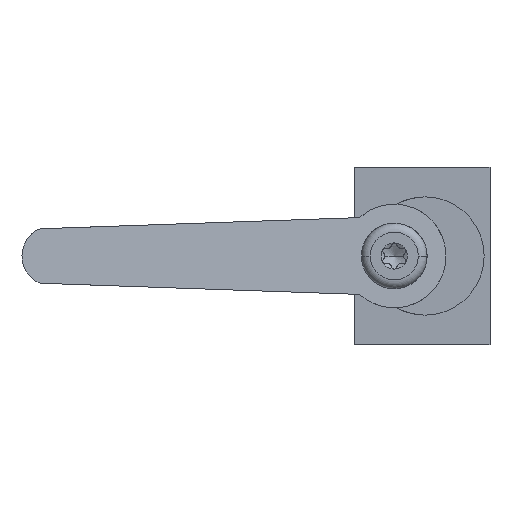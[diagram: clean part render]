
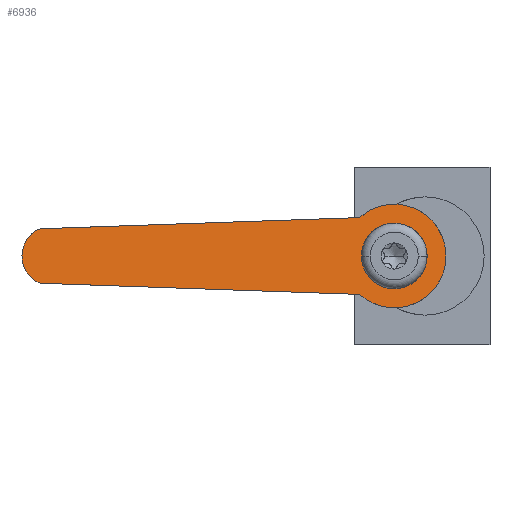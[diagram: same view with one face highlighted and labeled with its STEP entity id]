
A CAD part, left-side view. The second image highlights one B-rep face of the part: STEP entity #6936.
In plain terms, the highlighted planar face has unit normal (-0.966, -0.259, 0).
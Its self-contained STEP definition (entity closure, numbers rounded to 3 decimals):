
#721=CARTESIAN_POINT('',(-44.679,76.135,-19.612));
#722=CARTESIAN_POINT('',(-44.801,76.593,-19.419));
#723=CARTESIAN_POINT('',(-44.964,77.198,-19.035));
#724=CARTESIAN_POINT('',(-45.136,77.842,-18.459));
#725=CARTESIAN_POINT('',(-45.261,78.307,-17.882));
#726=CARTESIAN_POINT('',(-45.384,78.769,-17.114));
#727=CARTESIAN_POINT('',(-45.477,79.113,-16.153));
#728=CARTESIAN_POINT('',(-45.512,79.245,-15.));
#729=CARTESIAN_POINT('',(-45.477,79.113,-13.847));
#730=CARTESIAN_POINT('',(-45.384,78.769,-12.886));
#731=CARTESIAN_POINT('',(-45.261,78.307,-12.118));
#732=CARTESIAN_POINT('',(-45.136,77.842,-11.541));
#733=CARTESIAN_POINT('',(-44.964,77.198,-10.965));
#734=CARTESIAN_POINT('',(-44.801,76.593,-10.581));
#735=CARTESIAN_POINT('',(-44.679,76.135,-10.388));
#737=DIRECTION('',(0.259,-0.965,0.034));
#738=VECTOR('',#737,56.017);
#739=CARTESIAN_POINT('',(-44.679,76.135,-10.388));
#740=LINE('',#739,#738);
#741=CARTESIAN_POINT('',(-30.189,22.058,-8.5));
#742=CARTESIAN_POINT('',(-30.108,21.756,-8.228));
#743=CARTESIAN_POINT('',(-29.96,21.205,-7.802));
#744=CARTESIAN_POINT('',(-29.693,20.206,-7.186));
#745=CARTESIAN_POINT('',(-29.392,19.084,-6.703));
#746=CARTESIAN_POINT('',(-29.061,17.85,-6.378));
#747=CARTESIAN_POINT('',(-28.65,16.313,-6.195));
#748=CARTESIAN_POINT('',(-28.178,14.552,-6.327));
#749=CARTESIAN_POINT('',(-27.663,12.633,-6.928));
#750=CARTESIAN_POINT('',(-27.198,10.896,-7.942));
#751=CARTESIAN_POINT('',(-26.854,9.611,-9.158));
#752=CARTESIAN_POINT('',(-26.613,8.711,-10.421));
#753=CARTESIAN_POINT('',(-26.454,8.119,-11.556));
#754=CARTESIAN_POINT('',(-26.347,7.72,-12.719));
#755=CARTESIAN_POINT('',(-26.289,7.504,-13.883));
#756=CARTESIAN_POINT('',(-26.275,7.45,-14.586));
#757=CARTESIAN_POINT('',(-26.275,7.45,-15.));
#759=CARTESIAN_POINT('',(-26.275,7.45,-15.));
#760=CARTESIAN_POINT('',(-26.275,7.45,-15.414));
#761=CARTESIAN_POINT('',(-26.289,7.504,-16.117));
#762=CARTESIAN_POINT('',(-26.347,7.72,-17.281));
#763=CARTESIAN_POINT('',(-26.454,8.119,-18.444));
#764=CARTESIAN_POINT('',(-26.613,8.711,-19.579));
#765=CARTESIAN_POINT('',(-26.854,9.611,-20.842));
#766=CARTESIAN_POINT('',(-27.198,10.896,-22.058));
#767=CARTESIAN_POINT('',(-27.663,12.633,-23.072));
#768=CARTESIAN_POINT('',(-28.178,14.552,-23.673));
#769=CARTESIAN_POINT('',(-28.65,16.313,-23.805));
#770=CARTESIAN_POINT('',(-29.061,17.85,-23.622));
#771=CARTESIAN_POINT('',(-29.392,19.084,-23.297));
#772=CARTESIAN_POINT('',(-29.693,20.206,-22.814));
#773=CARTESIAN_POINT('',(-29.96,21.205,-22.198));
#774=CARTESIAN_POINT('',(-30.108,21.756,-21.772));
#775=CARTESIAN_POINT('',(-30.189,22.058,-21.5));
#777=CARTESIAN_POINT('',(-30.,21.353,-17.061));
#778=CARTESIAN_POINT('',(-29.955,21.185,-17.482));
#779=CARTESIAN_POINT('',(-29.828,20.71,-18.374));
#780=CARTESIAN_POINT('',(-29.479,19.41,-19.67));
#781=CARTESIAN_POINT('',(-28.957,17.46,-20.559));
#782=CARTESIAN_POINT('',(-28.33,15.12,-20.611));
#783=CARTESIAN_POINT('',(-27.753,12.966,-19.694));
#784=CARTESIAN_POINT('',(-27.356,11.486,-18.144));
#785=CARTESIAN_POINT('',(-27.194,10.881,-16.742));
#786=CARTESIAN_POINT('',(-27.14,10.678,-15.702));
#787=CARTESIAN_POINT('',(-27.128,10.636,-15.));
#788=CARTESIAN_POINT('',(-27.14,10.678,-14.298));
#789=CARTESIAN_POINT('',(-27.194,10.881,-13.258));
#790=CARTESIAN_POINT('',(-27.356,11.486,-11.856));
#791=CARTESIAN_POINT('',(-27.753,12.966,-10.306));
#792=CARTESIAN_POINT('',(-28.33,15.12,-9.389));
#793=CARTESIAN_POINT('',(-28.957,17.46,-9.441));
#794=CARTESIAN_POINT('',(-29.479,19.41,-10.33));
#795=CARTESIAN_POINT('',(-29.828,20.71,-11.626));
#796=CARTESIAN_POINT('',(-29.955,21.185,-12.518));
#797=CARTESIAN_POINT('',(-30.,21.353,-12.939));
#799=CARTESIAN_POINT('',(-30.,21.353,-12.939));
#800=CARTESIAN_POINT('',(-30.023,21.439,-13.153));
#801=CARTESIAN_POINT('',(-30.061,21.583,-13.592));
#802=CARTESIAN_POINT('',(-30.097,21.717,-14.291));
#803=CARTESIAN_POINT('',(-30.105,21.746,-14.761));
#804=CARTESIAN_POINT('',(-30.105,21.746,-15.));
#806=CARTESIAN_POINT('',(-30.105,21.746,-15.));
#807=CARTESIAN_POINT('',(-30.105,21.746,-15.239));
#808=CARTESIAN_POINT('',(-30.097,21.717,-15.71));
#809=CARTESIAN_POINT('',(-30.061,21.582,-16.409));
#810=CARTESIAN_POINT('',(-30.023,21.439,-16.847));
#811=CARTESIAN_POINT('',(-30.,21.353,-17.061));
#813=DIRECTION('',(0.259,-0.965,-0.034));
#814=VECTOR('',#813,56.017);
#815=CARTESIAN_POINT('',(-44.679,76.135,-19.612));
#816=LINE('',#815,#814);
#4636=CARTESIAN_POINT('',(-44.679,76.135,
-19.612));
#4637=CARTESIAN_POINT('',(-30.189,22.058,-21.5));
#4638=VERTEX_POINT('',#4636);
#4639=VERTEX_POINT('',#4637);
#4646=VERTEX_POINT('',#759);
#4647=VERTEX_POINT('',#741);
#4648=CARTESIAN_POINT('',(-44.679,76.135,
-10.388));
#4649=VERTEX_POINT('',#4648);
#4650=VERTEX_POINT('',#777);
#4651=VERTEX_POINT('',#797);
#4652=VERTEX_POINT('',#806);
#6912=CARTESIAN_POINT('',(-35.887,43.326,
-15.));
#6913=DIRECTION('',(0.966,0.259,0.));
#6914=DIRECTION('',(-0.259,0.966,0.));
#6915=AXIS2_PLACEMENT_3D('',#6912,#6913,#6914);
#6916=PLANE('',#6915);
#6918=ORIENTED_EDGE('',*,*,#6917,.F.);
#6920=ORIENTED_EDGE('',*,*,#6919,.T.);
#6922=ORIENTED_EDGE('',*,*,#6921,.T.);
#6924=ORIENTED_EDGE('',*,*,#6923,.T.);
#6925=ORIENTED_EDGE('',*,*,#6898,.T.);
#6926=EDGE_LOOP('',(#6918,#6920,#6922,#6924,#6925));
#6927=FACE_OUTER_BOUND('',#6926,.F.);
#6929=ORIENTED_EDGE('',*,*,#6928,.T.);
#6931=ORIENTED_EDGE('',*,*,#6930,.T.);
#6933=ORIENTED_EDGE('',*,*,#6932,.T.);
#6934=EDGE_LOOP('',(#6929,#6931,#6933));
#6935=FACE_BOUND('',#6934,.F.);
#6936=ADVANCED_FACE('',(#6927,#6935),#6916,.F.);
#736=B_SPLINE_CURVE_WITH_KNOTS('',3,(#721,#722,#723,#724,#725,#726,#727,#728,
#729,#730,#731,#732,#733,#734,#735),.UNSPECIFIED.,.F.,.F.,(4,1,1,1,1,1,1,1,1,1,
1,1,4),(0.,0.063,0.125,0.188,0.25,0.375,0.5,0.625,0.75,
0.813,0.875,0.938,1.),.UNSPECIFIED.);
#758=B_SPLINE_CURVE_WITH_KNOTS('',3,(#741,#742,#743,#744,#745,#746,#747,#748,
#749,#750,#751,#752,#753,#754,#755,#756,#757),.UNSPECIFIED.,.F.,.F.,(4,1,1,1,1,
1,1,1,1,1,1,1,1,1,4),(0.,0.031,0.063,0.125,0.188,0.25,0.375,
0.5,0.625,0.75,0.813,0.875,0.938,0.969,1.),.UNSPECIFIED.);
#776=B_SPLINE_CURVE_WITH_KNOTS('',3,(#759,#760,#761,#762,#763,#764,#765,#766,
#767,#768,#769,#770,#771,#772,#773,#774,#775),.UNSPECIFIED.,.F.,.F.,(4,1,1,1,1,
1,1,1,1,1,1,1,1,1,4),(0.,0.031,0.063,0.125,0.188,0.25,0.375,
0.5,0.625,0.75,0.813,0.875,0.938,0.969,1.),.UNSPECIFIED.);
#798=B_SPLINE_CURVE_WITH_KNOTS('',3,(#777,#778,#779,#780,#781,#782,#783,#784,
#785,#786,#787,#788,#789,#790,#791,#792,#793,#794,#795,#796,#797),.UNSPECIFIED.,
.F.,.F.,(4,1,1,1,1,1,1,1,1,1,1,1,1,1,1,1,1,1,4),(0.,0.063,0.125,0.188,
0.25,0.313,0.375,0.438,0.469,0.5,0.531,0.563,0.625,
0.688,0.75,0.813,0.875,0.938,1.),.UNSPECIFIED.);
#805=B_SPLINE_CURVE_WITH_KNOTS('',3,(#799,#800,#801,#802,#803,#804),
.UNSPECIFIED.,.F.,.F.,(4,1,1,4),(0.,0.333,0.667,1.),
.UNSPECIFIED.);
#812=B_SPLINE_CURVE_WITH_KNOTS('',3,(#806,#807,#808,#809,#810,#811),
.UNSPECIFIED.,.F.,.F.,(4,1,1,4),(0.,0.333,0.667,1.),
.UNSPECIFIED.);
#6898=EDGE_CURVE('',#4646,#4639,#776,.T.);
#6917=EDGE_CURVE('',#4638,#4639,#816,.T.);
#6919=EDGE_CURVE('',#4638,#4649,#736,.T.);
#6921=EDGE_CURVE('',#4649,#4647,#740,.T.);
#6923=EDGE_CURVE('',#4647,#4646,#758,.T.);
#6928=EDGE_CURVE('',#4650,#4651,#798,.T.);
#6930=EDGE_CURVE('',#4651,#4652,#805,.T.);
#6932=EDGE_CURVE('',#4652,#4650,#812,.T.);
